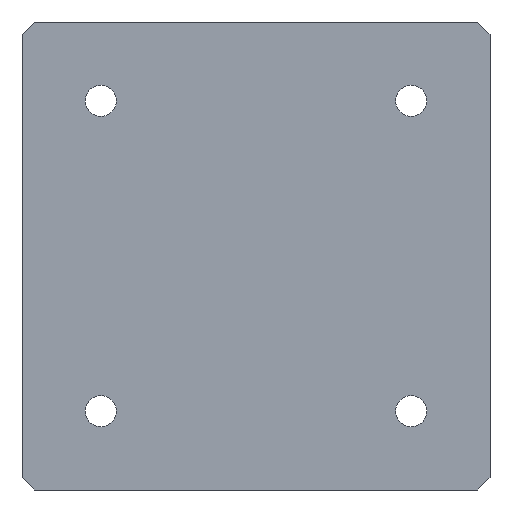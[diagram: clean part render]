
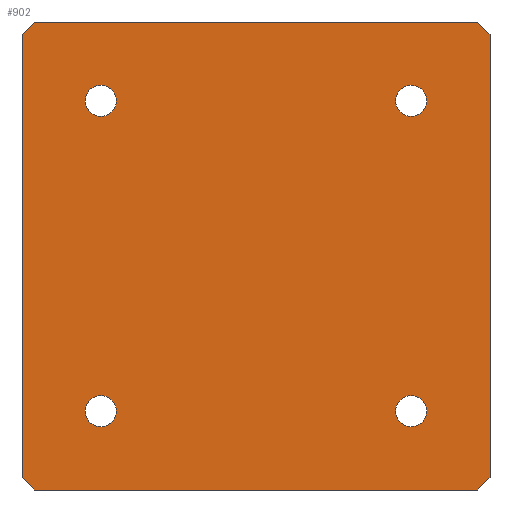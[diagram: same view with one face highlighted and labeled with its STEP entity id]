
A CAD part, front view. The second image highlights one B-rep face of the part: STEP entity #902.
In plain terms, the highlighted planar face has unit normal (0, -1, 0).
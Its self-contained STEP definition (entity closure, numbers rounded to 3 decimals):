
#189=DIRECTION('',(0.707,0.,0.707));
#190=VECTOR('',#189,3.536);
#191=CARTESIAN_POINT('',(45.,-11.517,-47.5));
#192=LINE('',#191,#190);
#193=DIRECTION('',(-1.,0.,0.));
#194=VECTOR('',#193,90.);
#195=CARTESIAN_POINT('',(45.,-11.517,-47.5));
#196=LINE('',#195,#194);
#197=DIRECTION('',(0.707,0.,-0.707));
#198=VECTOR('',#197,3.536);
#199=CARTESIAN_POINT('',(-47.5,-11.517,-45.));
#200=LINE('',#199,#198);
#201=DIRECTION('',(0.,0.,1.));
#202=VECTOR('',#201,90.);
#203=CARTESIAN_POINT('',(-47.5,-11.517,-45.));
#204=LINE('',#203,#202);
#205=DIRECTION('',(-0.707,0.,-0.707));
#206=VECTOR('',#205,3.536);
#207=CARTESIAN_POINT('',(-45.,-11.517,47.5));
#208=LINE('',#207,#206);
#209=DIRECTION('',(1.,0.,0.));
#210=VECTOR('',#209,90.);
#211=CARTESIAN_POINT('',(-45.,-11.517,47.5));
#212=LINE('',#211,#210);
#213=DIRECTION('',(-0.707,0.,0.707));
#214=VECTOR('',#213,3.536);
#215=CARTESIAN_POINT('',(47.5,-11.517,45.));
#216=LINE('',#215,#214);
#217=DIRECTION('',(0.,0.,-1.));
#218=VECTOR('',#217,90.);
#219=CARTESIAN_POINT('',(47.5,-11.517,45.));
#220=LINE('',#219,#218);
#221=CARTESIAN_POINT('',(31.5,-11.517,31.5));
#222=DIRECTION('',(0.,1.,0.));
#223=DIRECTION('',(-1.,0.,0.));
#224=AXIS2_PLACEMENT_3D('',#221,#222,#223);
#226=CARTESIAN_POINT('',(31.5,-11.517,31.5));
#227=DIRECTION('',(0.,1.,0.));
#228=DIRECTION('',(1.,0.,0.));
#229=AXIS2_PLACEMENT_3D('',#226,#227,#228);
#231=CARTESIAN_POINT('',(-31.5,-11.517,31.5));
#232=DIRECTION('',(0.,1.,0.));
#233=DIRECTION('',(-1.,0.,0.));
#234=AXIS2_PLACEMENT_3D('',#231,#232,#233);
#236=CARTESIAN_POINT('',(-31.5,-11.517,31.5));
#237=DIRECTION('',(0.,1.,0.));
#238=DIRECTION('',(1.,0.,0.));
#239=AXIS2_PLACEMENT_3D('',#236,#237,#238);
#241=CARTESIAN_POINT('',(31.5,-11.517,-31.5));
#242=DIRECTION('',(0.,1.,0.));
#243=DIRECTION('',(-1.,0.,0.));
#244=AXIS2_PLACEMENT_3D('',#241,#242,#243);
#246=CARTESIAN_POINT('',(31.5,-11.517,-31.5));
#247=DIRECTION('',(0.,1.,0.));
#248=DIRECTION('',(1.,0.,0.));
#249=AXIS2_PLACEMENT_3D('',#246,#247,#248);
#251=CARTESIAN_POINT('',(-31.5,-11.517,-31.5));
#252=DIRECTION('',(0.,1.,0.));
#253=DIRECTION('',(-1.,0.,0.));
#254=AXIS2_PLACEMENT_3D('',#251,#252,#253);
#256=CARTESIAN_POINT('',(-31.5,-11.517,-31.5));
#257=DIRECTION('',(0.,1.,0.));
#258=DIRECTION('',(1.,0.,0.));
#259=AXIS2_PLACEMENT_3D('',#256,#257,#258);
#540=CARTESIAN_POINT('',(45.,-11.517,-47.5));
#541=CARTESIAN_POINT('',(47.5,-11.517,-45.));
#542=VERTEX_POINT('',#540);
#543=VERTEX_POINT('',#541);
#544=CARTESIAN_POINT('',(-47.5,-11.517,-45.));
#545=CARTESIAN_POINT('',(-45.,-11.517,-47.5));
#546=VERTEX_POINT('',#544);
#547=VERTEX_POINT('',#545);
#548=CARTESIAN_POINT('',(-45.,-11.517,47.5));
#549=CARTESIAN_POINT('',(-47.5,-11.517,45.));
#550=VERTEX_POINT('',#548);
#551=VERTEX_POINT('',#549);
#552=CARTESIAN_POINT('',(47.5,-11.517,45.));
#553=CARTESIAN_POINT('',(45.,-11.517,47.5));
#554=VERTEX_POINT('',#552);
#555=VERTEX_POINT('',#553);
#556=CARTESIAN_POINT('',(28.35,-11.517,31.5));
#557=CARTESIAN_POINT('',(34.65,-11.517,31.5));
#558=VERTEX_POINT('',#556);
#559=VERTEX_POINT('',#557);
#560=CARTESIAN_POINT('',(-34.65,-11.517,31.5));
#561=CARTESIAN_POINT('',(-28.35,-11.517,31.5));
#562=VERTEX_POINT('',#560);
#563=VERTEX_POINT('',#561);
#564=CARTESIAN_POINT('',(28.35,-11.517,-31.5));
#565=CARTESIAN_POINT('',(34.65,-11.517,-31.5));
#566=VERTEX_POINT('',#564);
#567=VERTEX_POINT('',#565);
#568=CARTESIAN_POINT('',(-34.65,-11.517,-31.5));
#569=CARTESIAN_POINT('',(-28.35,-11.517,-31.5));
#570=VERTEX_POINT('',#568);
#571=VERTEX_POINT('',#569);
#857=CARTESIAN_POINT('',(-37.401,-11.517,-28.854));
#858=DIRECTION('',(0.,1.,0.));
#859=DIRECTION('',(1.,0.,0.));
#860=AXIS2_PLACEMENT_3D('',#857,#858,#859);
#861=PLANE('',#860);
#863=ORIENTED_EDGE('',*,*,#862,.F.);
#865=ORIENTED_EDGE('',*,*,#864,.T.);
#867=ORIENTED_EDGE('',*,*,#866,.F.);
#869=ORIENTED_EDGE('',*,*,#868,.T.);
#871=ORIENTED_EDGE('',*,*,#870,.F.);
#873=ORIENTED_EDGE('',*,*,#872,.T.);
#875=ORIENTED_EDGE('',*,*,#874,.F.);
#877=ORIENTED_EDGE('',*,*,#876,.T.);
#878=EDGE_LOOP('',(#863,#865,#867,#869,#871,#873,#875,#877));
#879=FACE_OUTER_BOUND('',#878,.F.);
#881=ORIENTED_EDGE('',*,*,#880,.F.);
#883=ORIENTED_EDGE('',*,*,#882,.F.);
#884=EDGE_LOOP('',(#881,#883));
#885=FACE_BOUND('',#884,.F.);
#887=ORIENTED_EDGE('',*,*,#886,.F.);
#889=ORIENTED_EDGE('',*,*,#888,.F.);
#890=EDGE_LOOP('',(#887,#889));
#891=FACE_BOUND('',#890,.F.);
#893=ORIENTED_EDGE('',*,*,#892,.F.);
#895=ORIENTED_EDGE('',*,*,#894,.F.);
#896=EDGE_LOOP('',(#893,#895));
#897=FACE_BOUND('',#896,.F.);
#898=ORIENTED_EDGE('',*,*,#837,.F.);
#899=ORIENTED_EDGE('',*,*,#851,.F.);
#900=EDGE_LOOP('',(#898,#899));
#901=FACE_BOUND('',#900,.F.);
#902=ADVANCED_FACE('',(#879,#885,#891,#897,#901),#861,.F.);
#225=CIRCLE('',#224,3.15);
#230=CIRCLE('',#229,3.15);
#235=CIRCLE('',#234,3.15);
#240=CIRCLE('',#239,3.15);
#245=CIRCLE('',#244,3.15);
#250=CIRCLE('',#249,3.15);
#255=CIRCLE('',#254,3.15);
#260=CIRCLE('',#259,3.15);
#837=EDGE_CURVE('',#570,#571,#255,.T.);
#851=EDGE_CURVE('',#571,#570,#260,.T.);
#862=EDGE_CURVE('',#542,#543,#192,.T.);
#864=EDGE_CURVE('',#542,#547,#196,.T.);
#866=EDGE_CURVE('',#546,#547,#200,.T.);
#868=EDGE_CURVE('',#546,#551,#204,.T.);
#870=EDGE_CURVE('',#550,#551,#208,.T.);
#872=EDGE_CURVE('',#550,#555,#212,.T.);
#874=EDGE_CURVE('',#554,#555,#216,.T.);
#876=EDGE_CURVE('',#554,#543,#220,.T.);
#880=EDGE_CURVE('',#558,#559,#225,.T.);
#882=EDGE_CURVE('',#559,#558,#230,.T.);
#886=EDGE_CURVE('',#562,#563,#235,.T.);
#888=EDGE_CURVE('',#563,#562,#240,.T.);
#892=EDGE_CURVE('',#566,#567,#245,.T.);
#894=EDGE_CURVE('',#567,#566,#250,.T.);
